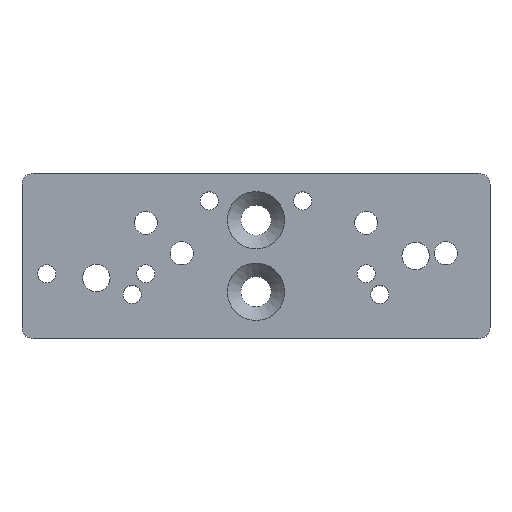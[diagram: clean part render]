
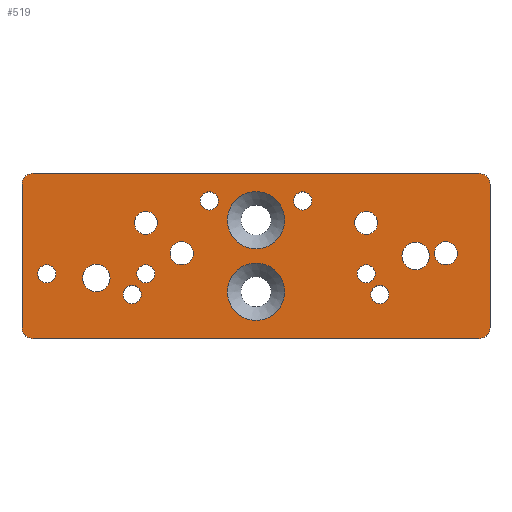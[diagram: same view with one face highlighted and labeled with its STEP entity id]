
A CAD part, top view. The second image highlights one B-rep face of the part: STEP entity #519.
In plain terms, the highlighted planar face has unit normal (0, 0, 1).
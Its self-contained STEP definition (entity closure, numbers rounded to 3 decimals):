
#16=PLANE('',#577);
#23=LINE('',#830,#39);
#26=LINE('',#836,#42);
#27=LINE('',#840,#43);
#28=LINE('',#844,#44);
#39=VECTOR('',#691,26.);
#42=VECTOR('',#696,81.);
#43=VECTOR('',#699,26.);
#44=VECTOR('',#702,81.);
#66=FACE_BOUND('',#156,.T.);
#67=FACE_BOUND('',#157,.T.);
#68=FACE_BOUND('',#158,.T.);
#69=FACE_BOUND('',#159,.T.);
#70=FACE_BOUND('',#160,.T.);
#71=FACE_BOUND('',#161,.T.);
#72=FACE_BOUND('',#162,.T.);
#73=FACE_BOUND('',#163,.T.);
#74=FACE_BOUND('',#164,.T.);
#75=FACE_BOUND('',#165,.T.);
#76=FACE_BOUND('',#166,.T.);
#77=FACE_BOUND('',#167,.T.);
#78=FACE_BOUND('',#168,.T.);
#79=FACE_BOUND('',#169,.T.);
#80=FACE_BOUND('',#170,.T.);
#115=FACE_OUTER_BOUND('',#155,.T.);
#155=EDGE_LOOP('',(#379,#380,#381,#382,#383,#384,#385,#386));
#156=EDGE_LOOP('',(#387));
#157=EDGE_LOOP('',(#388));
#158=EDGE_LOOP('',(#389));
#159=EDGE_LOOP('',(#390));
#160=EDGE_LOOP('',(#391));
#161=EDGE_LOOP('',(#392));
#162=EDGE_LOOP('',(#393));
#163=EDGE_LOOP('',(#394));
#164=EDGE_LOOP('',(#395));
#165=EDGE_LOOP('',(#396));
#166=EDGE_LOOP('',(#397));
#167=EDGE_LOOP('',(#398));
#168=EDGE_LOOP('',(#399));
#169=EDGE_LOOP('',(#400));
#170=EDGE_LOOP('',(#401));
#202=CIRCLE('',#536,1.65);
#204=CIRCLE('',#539,2.1);
#206=CIRCLE('',#542,2.1);
#208=CIRCLE('',#545,2.1);
#210=CIRCLE('',#548,2.1);
#212=CIRCLE('',#551,2.5);
#214=CIRCLE('',#554,2.5);
#216=CIRCLE('',#557,1.65);
#218=CIRCLE('',#560,1.65);
#220=CIRCLE('',#563,1.65);
#222=CIRCLE('',#566,1.65);
#224=CIRCLE('',#569,1.65);
#226=CIRCLE('',#572,1.65);
#228=CIRCLE('',#575,2.);
#229=CIRCLE('',#578,2.);
#230=CIRCLE('',#579,2.);
#231=CIRCLE('',#580,2.);
#232=CIRCLE('',#581,5.2);
#233=CIRCLE('',#582,5.2);
#242=VERTEX_POINT('',#757);
#244=VERTEX_POINT('',#762);
#246=VERTEX_POINT('',#767);
#248=VERTEX_POINT('',#772);
#250=VERTEX_POINT('',#777);
#252=VERTEX_POINT('',#782);
#254=VERTEX_POINT('',#787);
#256=VERTEX_POINT('',#792);
#258=VERTEX_POINT('',#797);
#260=VERTEX_POINT('',#802);
#262=VERTEX_POINT('',#807);
#264=VERTEX_POINT('',#812);
#266=VERTEX_POINT('',#817);
#269=VERTEX_POINT('',#823);
#270=VERTEX_POINT('',#825);
#271=VERTEX_POINT('',#829);
#273=VERTEX_POINT('',#835);
#274=VERTEX_POINT('',#837);
#275=VERTEX_POINT('',#839);
#276=VERTEX_POINT('',#841);
#277=VERTEX_POINT('',#843);
#278=VERTEX_POINT('',#846);
#279=VERTEX_POINT('',#848);
#290=EDGE_CURVE('',#242,#242,#202,.T.);
#292=EDGE_CURVE('',#244,#244,#204,.T.);
#294=EDGE_CURVE('',#246,#246,#206,.T.);
#296=EDGE_CURVE('',#248,#248,#208,.T.);
#298=EDGE_CURVE('',#250,#250,#210,.T.);
#300=EDGE_CURVE('',#252,#252,#212,.T.);
#302=EDGE_CURVE('',#254,#254,#214,.T.);
#304=EDGE_CURVE('',#256,#256,#216,.T.);
#306=EDGE_CURVE('',#258,#258,#218,.T.);
#308=EDGE_CURVE('',#260,#260,#220,.T.);
#310=EDGE_CURVE('',#262,#262,#222,.T.);
#312=EDGE_CURVE('',#264,#264,#224,.T.);
#314=EDGE_CURVE('',#266,#266,#226,.T.);
#317=EDGE_CURVE('',#269,#270,#228,.T.);
#319=EDGE_CURVE('',#271,#270,#23,.T.);
#322=EDGE_CURVE('',#269,#273,#26,.T.);
#323=EDGE_CURVE('',#274,#273,#229,.T.);
#324=EDGE_CURVE('',#274,#275,#27,.T.);
#325=EDGE_CURVE('',#276,#275,#230,.T.);
#326=EDGE_CURVE('',#276,#277,#28,.T.);
#327=EDGE_CURVE('',#271,#277,#231,.T.);
#328=EDGE_CURVE('',#278,#278,#232,.T.);
#329=EDGE_CURVE('',#279,#279,#233,.T.);
#379=ORIENTED_EDGE('',*,*,#317,.F.);
#380=ORIENTED_EDGE('',*,*,#322,.T.);
#381=ORIENTED_EDGE('',*,*,#323,.F.);
#382=ORIENTED_EDGE('',*,*,#324,.T.);
#383=ORIENTED_EDGE('',*,*,#325,.F.);
#384=ORIENTED_EDGE('',*,*,#326,.T.);
#385=ORIENTED_EDGE('',*,*,#327,.F.);
#386=ORIENTED_EDGE('',*,*,#319,.T.);
#387=ORIENTED_EDGE('',*,*,#290,.T.);
#388=ORIENTED_EDGE('',*,*,#292,.T.);
#389=ORIENTED_EDGE('',*,*,#294,.T.);
#390=ORIENTED_EDGE('',*,*,#296,.T.);
#391=ORIENTED_EDGE('',*,*,#298,.T.);
#392=ORIENTED_EDGE('',*,*,#300,.T.);
#393=ORIENTED_EDGE('',*,*,#302,.T.);
#394=ORIENTED_EDGE('',*,*,#304,.T.);
#395=ORIENTED_EDGE('',*,*,#306,.T.);
#396=ORIENTED_EDGE('',*,*,#308,.T.);
#397=ORIENTED_EDGE('',*,*,#310,.T.);
#398=ORIENTED_EDGE('',*,*,#312,.T.);
#399=ORIENTED_EDGE('',*,*,#314,.T.);
#400=ORIENTED_EDGE('',*,*,#328,.T.);
#401=ORIENTED_EDGE('',*,*,#329,.T.);
#519=ADVANCED_FACE('',(#115,#66,#67,#68,#69,#70,#71,#72,#73,#74,#75,#76,
#77,#78,#79,#80),#16,.T.);
#536=AXIS2_PLACEMENT_3D('',#758,#607,#608);
#539=AXIS2_PLACEMENT_3D('',#763,#613,#614);
#542=AXIS2_PLACEMENT_3D('',#768,#619,#620);
#545=AXIS2_PLACEMENT_3D('',#773,#625,#626);
#548=AXIS2_PLACEMENT_3D('',#778,#631,#632);
#551=AXIS2_PLACEMENT_3D('',#783,#637,#638);
#554=AXIS2_PLACEMENT_3D('',#788,#643,#644);
#557=AXIS2_PLACEMENT_3D('',#793,#649,#650);
#560=AXIS2_PLACEMENT_3D('',#798,#655,#656);
#563=AXIS2_PLACEMENT_3D('',#803,#661,#662);
#566=AXIS2_PLACEMENT_3D('',#808,#667,#668);
#569=AXIS2_PLACEMENT_3D('',#813,#673,#674);
#572=AXIS2_PLACEMENT_3D('',#818,#679,#680);
#575=AXIS2_PLACEMENT_3D('',#826,#686,#687);
#577=AXIS2_PLACEMENT_3D('',#834,#694,#695);
#578=AXIS2_PLACEMENT_3D('',#838,#697,#698);
#579=AXIS2_PLACEMENT_3D('',#842,#700,#701);
#580=AXIS2_PLACEMENT_3D('',#845,#703,#704);
#581=AXIS2_PLACEMENT_3D('',#847,#705,#706);
#582=AXIS2_PLACEMENT_3D('',#849,#707,#708);
#607=DIRECTION('center_axis',(0.,0.,-1.));
#608=DIRECTION('ref_axis',(1.,0.,0.));
#613=DIRECTION('center_axis',(0.,0.,-1.));
#614=DIRECTION('ref_axis',(1.,0.,0.));
#619=DIRECTION('center_axis',(0.,0.,-1.));
#620=DIRECTION('ref_axis',(1.,0.,0.));
#625=DIRECTION('center_axis',(0.,0.,-1.));
#626=DIRECTION('ref_axis',(1.,0.,0.));
#631=DIRECTION('center_axis',(0.,0.,-1.));
#632=DIRECTION('ref_axis',(1.,0.,0.));
#637=DIRECTION('center_axis',(0.,0.,-1.));
#638=DIRECTION('ref_axis',(1.,0.,0.));
#643=DIRECTION('center_axis',(0.,0.,-1.));
#644=DIRECTION('ref_axis',(1.,0.,0.));
#649=DIRECTION('center_axis',(0.,0.,-1.));
#650=DIRECTION('ref_axis',(1.,0.,0.));
#655=DIRECTION('center_axis',(0.,0.,-1.));
#656=DIRECTION('ref_axis',(1.,0.,0.));
#661=DIRECTION('center_axis',(0.,0.,-1.));
#662=DIRECTION('ref_axis',(1.,0.,0.));
#667=DIRECTION('center_axis',(0.,0.,-1.));
#668=DIRECTION('ref_axis',(1.,0.,0.));
#673=DIRECTION('center_axis',(0.,0.,-1.));
#674=DIRECTION('ref_axis',(1.,0.,0.));
#679=DIRECTION('center_axis',(0.,0.,-1.));
#680=DIRECTION('ref_axis',(1.,0.,0.));
#686=DIRECTION('center_axis',(0.,0.,-1.));
#687=DIRECTION('ref_axis',(-0.707,-0.707,0.));
#691=DIRECTION('',(0.,-1.,0.));
#694=DIRECTION('center_axis',(0.,0.,1.));
#695=DIRECTION('ref_axis',(1.,0.,0.));
#696=DIRECTION('',(1.,0.,0.));
#697=DIRECTION('center_axis',(0.,0.,-1.));
#698=DIRECTION('ref_axis',(0.707,-0.707,0.));
#699=DIRECTION('',(0.,1.,0.));
#700=DIRECTION('center_axis',(0.,0.,-1.));
#701=DIRECTION('ref_axis',(0.707,0.707,0.));
#702=DIRECTION('',(-1.,0.,0.));
#703=DIRECTION('center_axis',(0.,0.,-1.));
#704=DIRECTION('ref_axis',(-0.707,0.707,0.));
#705=DIRECTION('center_axis',(0.,0.,-1.));
#706=DIRECTION('ref_axis',(1.,0.,0.));
#707=DIRECTION('center_axis',(0.,0.,-1.));
#708=DIRECTION('ref_axis',(1.,0.,0.));
#757=CARTESIAN_POINT('',(-76.625,-14.799,0.));
#758=CARTESIAN_POINT('Origin',(-78.275,-14.799,0.));
#762=CARTESIAN_POINT('',(-51.675,-11.049,0.));
#763=CARTESIAN_POINT('Origin',(-53.775,-11.049,0.));
#767=CARTESIAN_POINT('',(-3.675,-11.049,0.));
#768=CARTESIAN_POINT('Origin',(-5.775,-11.049,0.));
#772=CARTESIAN_POINT('',(-58.175,-5.549,0.));
#773=CARTESIAN_POINT('Origin',(-60.275,-5.549,0.));
#777=CARTESIAN_POINT('',(-18.175,-5.549,0.));
#778=CARTESIAN_POINT('Origin',(-20.275,-5.549,0.));
#782=CARTESIAN_POINT('',(-66.775,-15.549,0.));
#783=CARTESIAN_POINT('Origin',(-69.275,-15.549,0.));
#787=CARTESIAN_POINT('',(-8.775,-11.549,0.));
#788=CARTESIAN_POINT('Origin',(-11.275,-11.549,0.));
#792=CARTESIAN_POINT('',(-61.125,-18.549,0.));
#793=CARTESIAN_POINT('Origin',(-62.775,-18.549,0.));
#797=CARTESIAN_POINT('',(-58.625,-14.799,0.));
#798=CARTESIAN_POINT('Origin',(-60.275,-14.799,0.));
#802=CARTESIAN_POINT('',(-47.125,-1.549,0.));
#803=CARTESIAN_POINT('Origin',(-48.775,-1.549,0.));
#807=CARTESIAN_POINT('',(-30.125,-1.549,0.));
#808=CARTESIAN_POINT('Origin',(-31.775,-1.549,0.));
#812=CARTESIAN_POINT('',(-18.625,-14.799,0.));
#813=CARTESIAN_POINT('Origin',(-20.275,-14.799,0.));
#817=CARTESIAN_POINT('',(-16.125,-18.549,0.));
#818=CARTESIAN_POINT('Origin',(-17.775,-18.549,0.));
#823=CARTESIAN_POINT('',(-80.775,-26.549,0.));
#825=CARTESIAN_POINT('',(-82.775,-24.549,0.));
#826=CARTESIAN_POINT('Origin',(-80.775,-24.549,0.));
#829=CARTESIAN_POINT('',(-82.775,1.451,0.));
#830=CARTESIAN_POINT('',(-82.775,3.451,0.));
#834=CARTESIAN_POINT('Origin',(-40.275,-11.549,0.));
#835=CARTESIAN_POINT('',(0.225,-26.549,0.));
#836=CARTESIAN_POINT('',(-82.775,-26.549,0.));
#837=CARTESIAN_POINT('',(2.225,-24.549,0.));
#838=CARTESIAN_POINT('Origin',(0.225,-24.549,0.));
#839=CARTESIAN_POINT('',(2.225,1.451,0.));
#840=CARTESIAN_POINT('',(2.225,-26.549,0.));
#841=CARTESIAN_POINT('',(0.225,3.451,0.));
#842=CARTESIAN_POINT('Origin',(0.225,1.451,0.));
#843=CARTESIAN_POINT('',(-80.775,3.451,0.));
#844=CARTESIAN_POINT('',(2.225,3.451,0.));
#845=CARTESIAN_POINT('Origin',(-80.775,1.451,0.));
#846=CARTESIAN_POINT('',(-35.077,-5.049,0.));
#847=CARTESIAN_POINT('Origin',(-40.277,-5.049,0.));
#848=CARTESIAN_POINT('',(-35.077,-18.049,0.));
#849=CARTESIAN_POINT('Origin',(-40.277,-18.049,0.));
